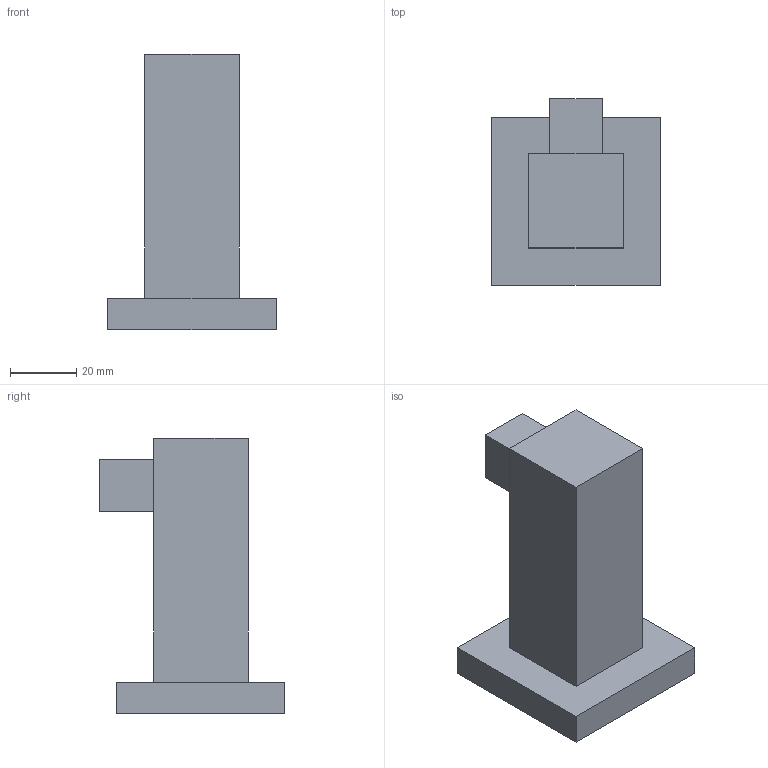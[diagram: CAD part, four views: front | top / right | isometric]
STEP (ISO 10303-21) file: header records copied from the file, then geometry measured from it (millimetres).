
FILE_DESCRIPTION((''),'2;1');
FILE_NAME('19-12_WEB','2010-08-20T',('pnmurthy'),(''),'PRO/ENGINEER BY PARAMETRIC TECHNOLOGY CORPORATION, 2009300','PRO/ENGINEER BY PARAMETRIC TECHNOLOGY CORPORATION, 2009300','');
FILE_SCHEMA(('CONFIG_CONTROL_DESIGN'));
Length unit declared in the file: inch
Products named in the file (1): 19-12_WEB
Bounding box: 50.8 x 56.2 x 83.26 mm (x, y, z)
Surface area: 18781.8 mm2 (no closed solid volume)
Topology: 0 solids, 4 shells, 17 faces, 38 edges, 26 vertices
Faces by surface type: plane 17
Entity records: 497 total; most frequent: CARTESIAN_POINT 81, DIRECTION 74, ORIENTED_EDGE 66, EDGE_CURVE 38, VECTOR 36, LINE 36, VERTEX_POINT 26, AXIS2_PLACEMENT_3D 19
